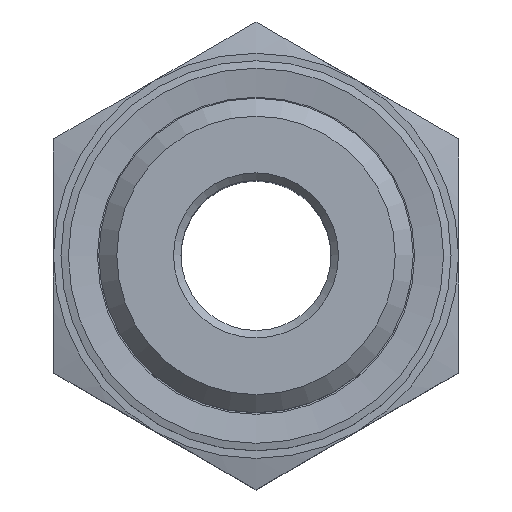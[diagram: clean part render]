
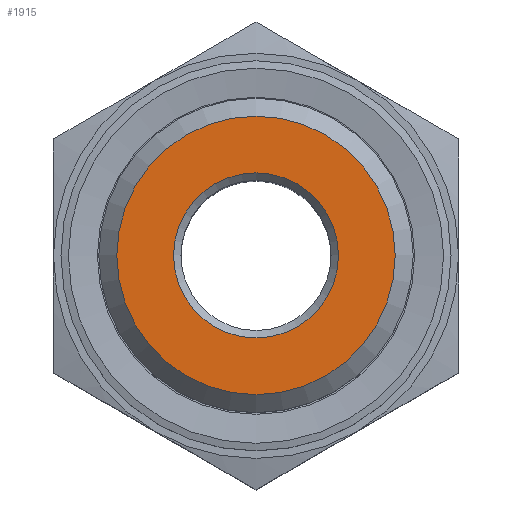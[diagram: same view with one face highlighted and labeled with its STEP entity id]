
A CAD part, top view. The second image highlights one B-rep face of the part: STEP entity #1915.
In plain terms, the highlighted planar face has unit normal (0, 0, 1).
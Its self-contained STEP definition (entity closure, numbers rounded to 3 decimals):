
#1884=CARTESIAN_POINT('',(5.5,0.,41.));
#1885=VERTEX_POINT('',#1884);
#1886=CARTESIAN_POINT('',(0.0,0.0,41.));
#1887=DIRECTION('',(0.0,0.0,1.0));
#1888=DIRECTION('',(-1.0,0.0,0.0));
#1889=AXIS2_PLACEMENT_3D('',#1886,#1887,#1888);
#1890=CIRCLE('',#1889,5.5);
#1891=EDGE_CURVE('',#1885,#1885,#1890,.T.);
#1896=CARTESIAN_POINT('',(0.,0.,41.));
#1897=DIRECTION('',(0.0,0.0,1.0));
#1898=DIRECTION('',(1.0,0.0,0.0));
#1899=AXIS2_PLACEMENT_3D('',#1896,#1897,#1898);
#1900=PLANE('',#1899);
#1901=CARTESIAN_POINT('',(9.278,0.,41.));
#1902=VERTEX_POINT('',#1901);
#1903=CARTESIAN_POINT('',(0.0,0.0,41.));
#1904=DIRECTION('',(0.0,0.0,-1.0));
#1905=DIRECTION('',(-1.0,0.0,0.0));
#1906=AXIS2_PLACEMENT_3D('',#1903,#1904,#1905);
#1907=CIRCLE('',#1906,9.278);
#1908=EDGE_CURVE('',#1902,#1902,#1907,.T.);
#1909=ORIENTED_EDGE('',*,*,#1908,.F.);
#1910=EDGE_LOOP('',(#1909));
#1911=FACE_OUTER_BOUND('',#1910,.T.);
#1912=ORIENTED_EDGE('',*,*,#1891,.F.);
#1913=EDGE_LOOP('',(#1912));
#1914=FACE_BOUND('',#1913,.T.);
#1915=ADVANCED_FACE('',(#1911,#1914),#1900,.T.);
